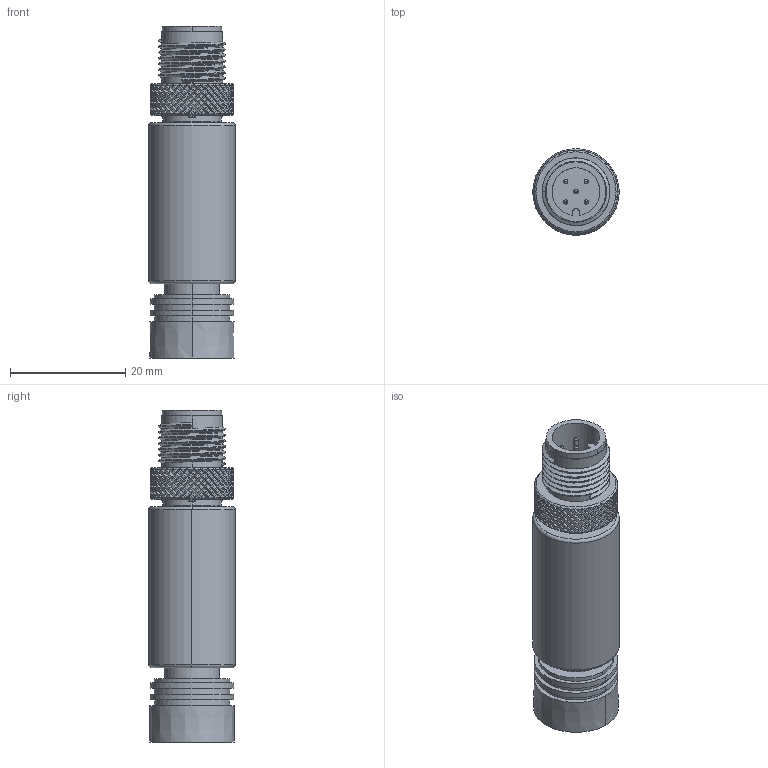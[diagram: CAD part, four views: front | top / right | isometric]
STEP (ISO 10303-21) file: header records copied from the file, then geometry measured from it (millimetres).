
FILE_DESCRIPTION((''),'2;1');
FILE_NAME('227489_SM01_ASM','2022-07-18T14:03:38',('PDMAdmin'),('BANNER ENGINEERING'),'CREO PARAMETRIC BY PTC INC, 2019292','CREO PARAMETRIC BY PTC INC, 2019292','');
FILE_SCHEMA(('CONFIG_CONTROL_DESIGN'));
Products named in the file (2): 227489_EP01; 227489_SM01_ASM
Assembly tree (1 placements, depth 2):
  227489_SM01_ASM
    227489_EP01
Bounding box: 15 x 15 x 57.65 mm (x, y, z)
Volume: 8042.7 mm3; surface area: 5346.4 mm2
Topology: 5 solids, 5 shells, 2222 faces, 4973 edges, 2796 vertices
Faces by surface type: bspline 1364, cylinder 553, plane 243, torus 24, cone 20, sphere 16, revolution 2
Entity records: 91523 total; most frequent: CARTESIAN_POINT 53947, ORIENTED_EDGE 9946, EDGE_CURVE 4973, DIRECTION 3693, B_SPLINE_CURVE_WITH_KNOTS 3610, VERTEX_POINT 2796, EDGE_LOOP 2257, FACE_OUTER_BOUND 2222
